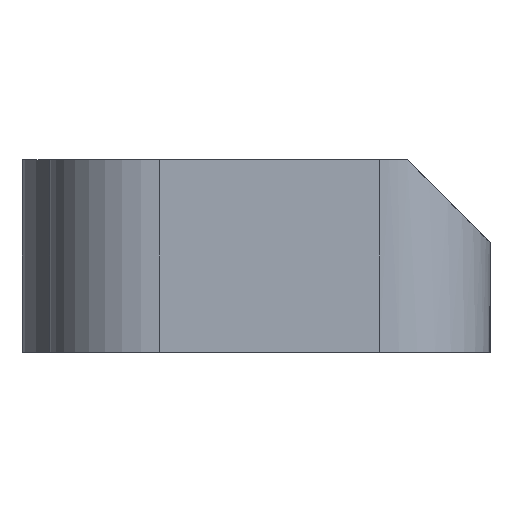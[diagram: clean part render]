
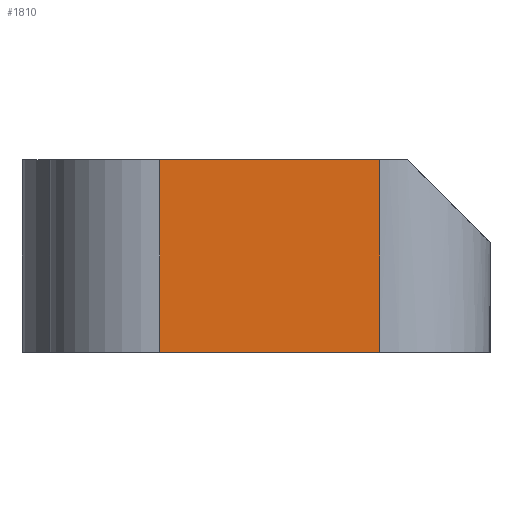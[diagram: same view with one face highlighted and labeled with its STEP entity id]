
A CAD part, left-side view. The second image highlights one B-rep face of the part: STEP entity #1810.
In plain terms, the highlighted planar face has unit normal (-1, 0, 0).
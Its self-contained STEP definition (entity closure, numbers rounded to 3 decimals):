
#94 = VERTEX_POINT ( 'NONE', #1364 ) ;
#164 = EDGE_LOOP ( 'NONE', ( #1070, #919, #287, #2161 ) ) ;
#268 = VECTOR ( 'NONE', #1245, 1000. ) ;
#287 = ORIENTED_EDGE ( 'NONE', *, *, #1368, .F. ) ;
#383 = VECTOR ( 'NONE', #2504, 1000. ) ;
#567 = CARTESIAN_POINT ( 'NONE',  ( -35., 8., 3.5 ) ) ;
#585 = VECTOR ( 'NONE', #1156, 1000. ) ;
#604 = FACE_OUTER_BOUND ( 'NONE', #164, .T. ) ;
#615 = EDGE_CURVE ( 'NONE', #800, #2674, #2332, .T. ) ;
#800 = VERTEX_POINT ( 'NONE', #1927 ) ;
#809 = CARTESIAN_POINT ( 'NONE',  ( -35., 4., 3.5 ) ) ;
#824 = DIRECTION ( 'NONE',  ( 1., 0., 0. ) ) ;
#919 = ORIENTED_EDGE ( 'NONE', *, *, #931, .T. ) ;
#931 = EDGE_CURVE ( 'NONE', #2674, #1104, #2791, .T. ) ;
#969 = CARTESIAN_POINT ( 'NONE',  ( -35., 8., -3.5 ) ) ;
#1070 = ORIENTED_EDGE ( 'NONE', *, *, #615, .T. ) ;
#1104 = VERTEX_POINT ( 'NONE', #1359 ) ;
#1156 = DIRECTION ( 'NONE',  ( 0., -1., 0. ) ) ;
#1215 = CARTESIAN_POINT ( 'NONE',  ( -35., -4., 3.5 ) ) ;
#1245 = DIRECTION ( 'NONE',  ( 0., -1., 0. ) ) ;
#1272 = LINE ( 'NONE', #567, #268 ) ;
#1359 = CARTESIAN_POINT ( 'NONE',  ( -35., -4., 3.5 ) ) ;
#1364 = CARTESIAN_POINT ( 'NONE',  ( -35., 4., 3.5 ) ) ;
#1368 = EDGE_CURVE ( 'NONE', #94, #1104, #1272, .T. ) ;
#1436 = CARTESIAN_POINT ( 'NONE',  ( -35., 8., 3.5 ) ) ;
#1481 = DIRECTION ( 'NONE',  ( 0., 0., -1. ) ) ;
#1650 = AXIS2_PLACEMENT_3D ( 'NONE', #1436, #824, #1481 ) ;
#1655 = PLANE ( 'NONE',  #1650 ) ;
#1663 = DIRECTION ( 'NONE',  ( 0., 0., -1. ) ) ;
#1810 = ADVANCED_FACE ( 'NONE', ( #604 ), #1655, .F. ) ;
#1826 = EDGE_CURVE ( 'NONE', #94, #800, #2780, .T. ) ;
#1899 = CARTESIAN_POINT ( 'NONE',  ( -35., -4., -3.5 ) ) ;
#1927 = CARTESIAN_POINT ( 'NONE',  ( -35., 4., -3.5 ) ) ;
#2161 = ORIENTED_EDGE ( 'NONE', *, *, #1826, .T. ) ;
#2332 = LINE ( 'NONE', #969, #585 ) ;
#2504 = DIRECTION ( 'NONE',  ( 0., 0., 1. ) ) ;
#2674 = VERTEX_POINT ( 'NONE', #1899 ) ;
#2780 = LINE ( 'NONE', #809, #2813 ) ;
#2791 = LINE ( 'NONE', #1215, #383 ) ;
#2813 = VECTOR ( 'NONE', #1663, 1000. ) ;
